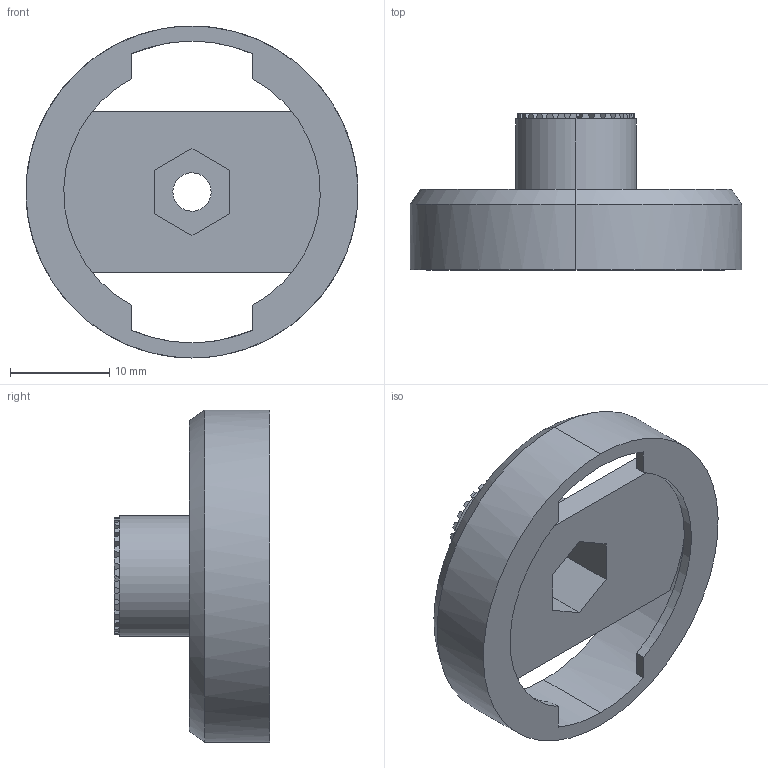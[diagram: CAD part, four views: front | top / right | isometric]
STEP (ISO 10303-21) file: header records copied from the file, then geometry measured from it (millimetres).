
FILE_DESCRIPTION(('FreeCAD Model'),'2;1');
FILE_NAME('Open CASCADE Shape Model','2025-05-03T14:03:55',('FreeCAD'),( 'FreeCAD'),'Open CASCADE STEP processor 7.6','FreeCAD','Unknown');
FILE_SCHEMA(('AUTOMOTIVE_DESIGN { 1 0 10303 214 1 1 1 1 }'));
Length unit declared in the file: millimetre
Products named in the file (1): Open CASCADE STEP translator 7.6 1
Bounding box: 33.49 x 15.74 x 33.51 mm (x, y, z)
Volume: 3116.9 mm3; surface area: 3838.4 mm2
Topology: 1 solids, 1 shells, 156 faces, 448 edges, 297 vertices
Faces by surface type: bspline 156
Entity records: 4915 total; most frequent: CARTESIAN_POINT 2457, ORIENTED_EDGE 896, EDGE_CURVE 448, VERTEX_POINT 297, B_SPLINE_CURVE_WITH_KNOTS 233, FACE_BOUND 165, EDGE_LOOP 165, ADVANCED_FACE 156
